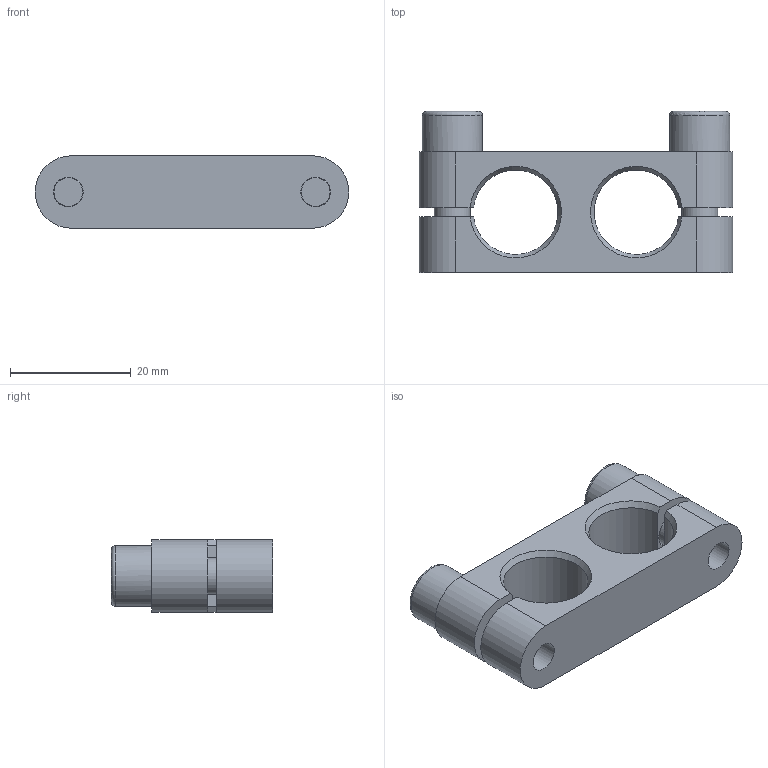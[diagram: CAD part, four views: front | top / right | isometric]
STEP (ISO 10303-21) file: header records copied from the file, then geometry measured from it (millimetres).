
FILE_DESCRIPTION(/* description */ ('GR08.221-Kd'),/* implementation_level */ '2;1');
FILE_NAME(/* name */ 'GR08.221-Kd.stp',/* time_stamp */ '2024-01-04T10:28:21+01:00',/* author */ ('BMaier'),/* organization */ (''),/* preprocessor_version */ 'ST-DEVELOPER v18',/* originating_system */ 'Autodesk Inventor 2020',/* authorisation */ '');
FILE_SCHEMA (('AUTOMOTIVE_DESIGN { 1 0 10303 214 3 1 1 }'));
Length unit declared in the file: millimetre
Products named in the file (1): 0803729.221_Shrinkwrap_1
Bounding box: 52 x 26.7 x 12 mm (x, y, z)
Volume: 8512.7 mm3; surface area: 5560.9 mm2
Topology: 1 solids, 1 shells, 56 faces, 152 edges, 106 vertices
Faces by surface type: plane 28, cylinder 16, cone 8, torus 4
Full cylindrical faces by diameter (mm): 4.917 x2, 6 x2, 6.4 x2, 6.5 x2, 10 x2
Entity records: 1914 total; most frequent: CARTESIAN_POINT 357, DIRECTION 308, ORIENTED_EDGE 300, EDGE_CURVE 150, AXIS2_PLACEMENT_3D 123, VERTEX_POINT 106, EDGE_LOOP 70, CIRCLE 66
